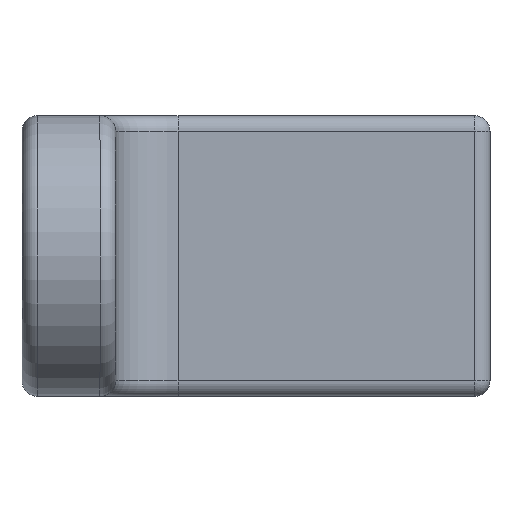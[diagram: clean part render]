
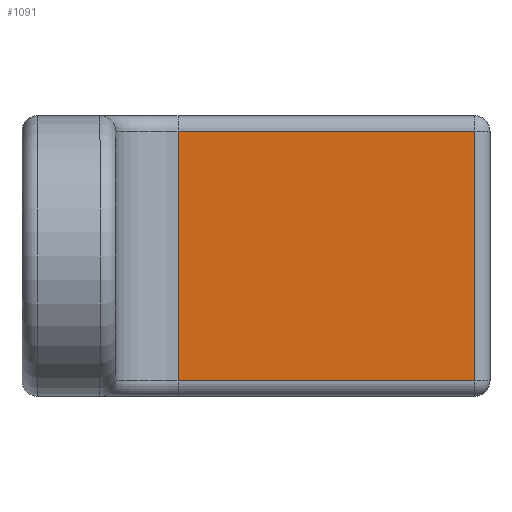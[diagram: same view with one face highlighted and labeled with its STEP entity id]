
A CAD part, left-side view. The second image highlights one B-rep face of the part: STEP entity #1091.
In plain terms, the highlighted planar face has unit normal (-1, 0, 0).
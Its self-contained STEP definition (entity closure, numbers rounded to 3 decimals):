
#70=PLANE('',#1260);
#138=FACE_OUTER_BOUND('',#223,.T.);
#223=EDGE_LOOP('',(#978,#979,#980,#981));
#278=LINE('',#1844,#353);
#281=LINE('',#1867,#356);
#283=LINE('',#1870,#358);
#297=LINE('',#1932,#372);
#353=VECTOR('',#1493,10.);
#356=VECTOR('',#1526,10.);
#358=VECTOR('',#1530,10.);
#372=VECTOR('',#1616,10.);
#520=VERTEX_POINT('',#1832);
#522=VERTEX_POINT('',#1838);
#523=VERTEX_POINT('',#1842);
#528=VERTEX_POINT('',#1863);
#644=EDGE_CURVE('',#520,#523,#278,.T.);
#656=EDGE_CURVE('',#528,#522,#281,.T.);
#658=EDGE_CURVE('',#522,#520,#283,.T.);
#687=EDGE_CURVE('',#523,#528,#297,.T.);
#978=ORIENTED_EDGE('',*,*,#656,.F.);
#979=ORIENTED_EDGE('',*,*,#687,.F.);
#980=ORIENTED_EDGE('',*,*,#644,.F.);
#981=ORIENTED_EDGE('',*,*,#658,.F.);
#1091=ADVANCED_FACE('',(#138),#70,.T.);
#1260=AXIS2_PLACEMENT_3D('',#1937,#1623,#1624);
#1493=DIRECTION('',(0.,1.,0.));
#1526=DIRECTION('',(0.,-1.,0.));
#1530=DIRECTION('',(0.,0.,-1.));
#1616=DIRECTION('',(0.,0.,1.));
#1623=DIRECTION('center_axis',(-1.,0.,0.));
#1624=DIRECTION('ref_axis',(0.,1.,0.));
#1832=CARTESIAN_POINT('',(-6.5,-7.,-8.5));
#1838=CARTESIAN_POINT('',(-6.5,-7.,-0.5));
#1842=CARTESIAN_POINT('',(-6.5,2.5,-8.5));
#1844=CARTESIAN_POINT('',(-6.5,-3.75,-8.5));
#1863=CARTESIAN_POINT('',(-6.5,2.5,-0.5));
#1867=CARTESIAN_POINT('',(-6.5,-3.75,-0.5));
#1870=CARTESIAN_POINT('',(-6.5,-7.,0.));
#1932=CARTESIAN_POINT('',(-6.5,2.5,-2.25));
#1937=CARTESIAN_POINT('Origin',(-6.5,-7.5,0.));
